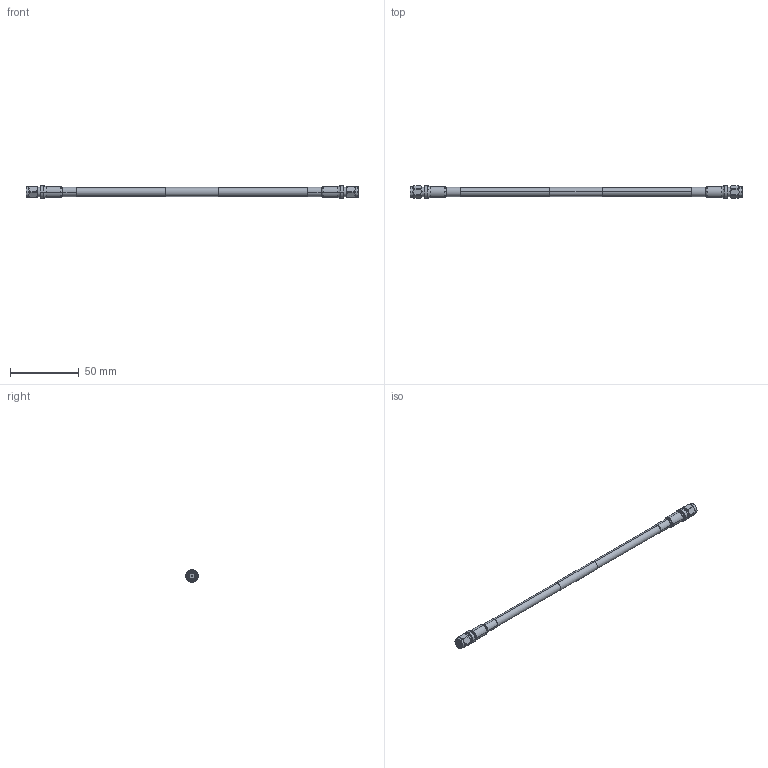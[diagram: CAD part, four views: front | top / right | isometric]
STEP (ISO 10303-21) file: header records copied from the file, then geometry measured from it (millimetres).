
FILE_DESCRIPTION (( 'STEP AP214' ), '1' );
FILE_NAME ('FMCA3276_3D.step', '2023-06-21T17:51:03', ( '' ), ( '' ), 'SwSTEP 2.0', 'SolidWorks 2022', '' );
FILE_SCHEMA (( 'AUTOMOTIVE_DESIGN' ));
Length unit declared in the file: inch
Products named in the file (4): HEAT SHRINK^FMCA3276_BNC MALE TO d240IN; FMCA3276_3D; TCOM-240^FMCA3276_with label; TC-240-SM-RP-PE^FMCA3276
Assembly tree (5 placements, depth 2):
  FMCA3276_3D
    TCOM-240^FMCA3276_with label
    TC-240-SM-RP-PE^FMCA3276  x2
    HEAT SHRINK^FMCA3276_BNC MALE TO d240IN  x2
Bounding box: 241.81 x 9.14 x 9.14 mm (x, y, z)
Volume: 7955.5 mm3; surface area: 9417.5 mm2
Topology: 7 solids, 9 shells, 288 faces, 668 edges, 416 vertices
Faces by surface type: cylinder 128, plane 72, cone 46, torus 32, bspline 10
Entity records: 5738 total; most frequent: CARTESIAN_POINT 2268, DIRECTION 711, ORIENTED_EDGE 686, EDGE_CURVE 343, AXIS2_PLACEMENT_3D 304, VERTEX_POINT 214, EDGE_LOOP 163, CIRCLE 152
